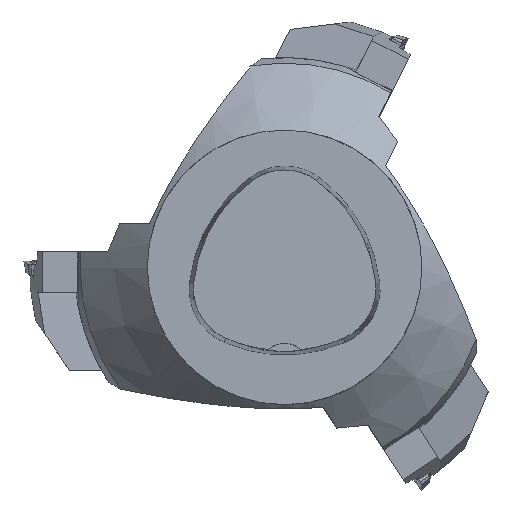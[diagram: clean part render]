
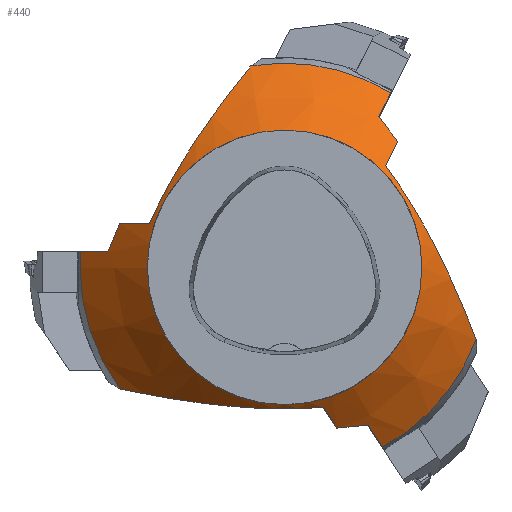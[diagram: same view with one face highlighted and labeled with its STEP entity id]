
A CAD part, top view. The second image highlights one B-rep face of the part: STEP entity #440.
In plain terms, the highlighted conical face has half-angle 45 degrees and reference radius 59.592 mm.
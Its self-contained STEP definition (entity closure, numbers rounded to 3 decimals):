
#272=B_SPLINE_CURVE_WITH_KNOTS('',3,(#3702,#3703,#3704,#3705),
 .UNSPECIFIED.,.F.,.F.,(4,4),(0.,1.),.UNSPECIFIED.);
#273=B_SPLINE_CURVE_WITH_KNOTS('',3,(#3708,#3709,#3710,#3711),
 .UNSPECIFIED.,.F.,.F.,(4,4),(0.,1.),.UNSPECIFIED.);
#274=B_SPLINE_CURVE_WITH_KNOTS('',3,(#3712,#3713,#3714,#3715,#3716,#3717,
#3718,#3719,#3720,#3721),.UNSPECIFIED.,.F.,.F.,(4,2,2,2,4),(0.,0.25,0.5,
0.75,1.),.UNSPECIFIED.);
#275=B_SPLINE_CURVE_WITH_KNOTS('',3,(#3723,#3724,#3725,#3726),
 .UNSPECIFIED.,.F.,.F.,(4,4),(0.,1.),.UNSPECIFIED.);
#276=B_SPLINE_CURVE_WITH_KNOTS('',3,(#3728,#3729,#3730,#3731),
 .UNSPECIFIED.,.F.,.F.,(4,4),(0.,1.),.UNSPECIFIED.);
#277=B_SPLINE_CURVE_WITH_KNOTS('',3,(#3733,#3734,#3735,#3736),
 .UNSPECIFIED.,.F.,.F.,(4,4),(0.,1.),.UNSPECIFIED.);
#278=B_SPLINE_CURVE_WITH_KNOTS('',3,(#3737,#3738,#3739,#3740,#3741,#3742,
#3743,#3744,#3745,#3746),.UNSPECIFIED.,.F.,.F.,(4,2,2,2,4),(0.,0.125,0.25,
0.5,1.),.UNSPECIFIED.);
#279=B_SPLINE_CURVE_WITH_KNOTS('',3,(#3748,#3749,#3750,#3751),
 .UNSPECIFIED.,.F.,.F.,(4,4),(0.,1.),.UNSPECIFIED.);
#280=B_SPLINE_CURVE_WITH_KNOTS('',3,(#3753,#3754,#3755,#3756),
 .UNSPECIFIED.,.F.,.F.,(4,4),(0.,1.),.UNSPECIFIED.);
#281=B_SPLINE_CURVE_WITH_KNOTS('',3,(#3758,#3759,#3760,#3761),
 .UNSPECIFIED.,.F.,.F.,(4,4),(0.,1.),.UNSPECIFIED.);
#282=B_SPLINE_CURVE_WITH_KNOTS('',3,(#3762,#3763,#3764,#3765,#3766,#3767,
#3768,#3769),.UNSPECIFIED.,.F.,.F.,(4,2,2,4),(0.,0.25,0.5,1.),
 .UNSPECIFIED.);
#283=B_SPLINE_CURVE_WITH_KNOTS('',3,(#3771,#3772,#3773,#3774),
 .UNSPECIFIED.,.F.,.F.,(4,4),(0.,1.),.UNSPECIFIED.);
#301=CONICAL_SURFACE('',#2669,59.592,45.);
#440=ADVANCED_FACE('',(#614,#615),#301,.T.);
#549=CIRCLE('',#2605,40.);
#569=CIRCLE('',#2661,59.592);
#570=CIRCLE('',#2664,59.592);
#571=CIRCLE('',#2667,59.592);
#614=FACE_BOUND('',#703,.T.);
#615=FACE_BOUND('',#704,.T.);
#703=EDGE_LOOP('',(#980,#981,#982,#983,#984,#985,#986,#987,#988,#989,#990,
#991,#992,#993,#994));
#704=EDGE_LOOP('',(#995));
#980=ORIENTED_EDGE('',*,*,#1807,.T.);
#981=ORIENTED_EDGE('',*,*,#1808,.T.);
#982=ORIENTED_EDGE('',*,*,#1796,.T.);
#983=ORIENTED_EDGE('',*,*,#1809,.F.);
#984=ORIENTED_EDGE('',*,*,#1810,.F.);
#985=ORIENTED_EDGE('',*,*,#1811,.T.);
#986=ORIENTED_EDGE('',*,*,#1812,.T.);
#987=ORIENTED_EDGE('',*,*,#1804,.T.);
#988=ORIENTED_EDGE('',*,*,#1813,.F.);
#989=ORIENTED_EDGE('',*,*,#1814,.F.);
#990=ORIENTED_EDGE('',*,*,#1815,.T.);
#991=ORIENTED_EDGE('',*,*,#1816,.T.);
#992=ORIENTED_EDGE('',*,*,#1800,.T.);
#993=ORIENTED_EDGE('',*,*,#1817,.F.);
#994=ORIENTED_EDGE('',*,*,#1818,.F.);
#995=ORIENTED_EDGE('',*,*,#1750,.F.);
#1517=VERTEX_POINT('',#3540);
#1546=VERTEX_POINT('',#3646);
#1547=VERTEX_POINT('',#3648);
#1549=VERTEX_POINT('',#3667);
#1550=VERTEX_POINT('',#3669);
#1552=VERTEX_POINT('',#3685);
#1553=VERTEX_POINT('',#3687);
#1555=VERTEX_POINT('',#3706);
#1556=VERTEX_POINT('',#3707);
#1557=VERTEX_POINT('',#3722);
#1558=VERTEX_POINT('',#3727);
#1559=VERTEX_POINT('',#3732);
#1560=VERTEX_POINT('',#3747);
#1561=VERTEX_POINT('',#3752);
#1562=VERTEX_POINT('',#3757);
#1563=VERTEX_POINT('',#3770);
#1750=EDGE_CURVE('',#1517,#1517,#549,.T.);
#1796=EDGE_CURVE('',#1547,#1546,#569,.T.);
#1800=EDGE_CURVE('',#1550,#1549,#570,.T.);
#1804=EDGE_CURVE('',#1553,#1552,#571,.T.);
#1807=EDGE_CURVE('',#1555,#1556,#272,.T.);
#1808=EDGE_CURVE('',#1556,#1547,#273,.T.);
#1809=EDGE_CURVE('',#1557,#1546,#274,.T.);
#1810=EDGE_CURVE('',#1558,#1557,#275,.T.);
#1811=EDGE_CURVE('',#1558,#1559,#276,.T.);
#1812=EDGE_CURVE('',#1559,#1553,#277,.T.);
#1813=EDGE_CURVE('',#1560,#1552,#278,.T.);
#1814=EDGE_CURVE('',#1561,#1560,#279,.T.);
#1815=EDGE_CURVE('',#1561,#1562,#280,.T.);
#1816=EDGE_CURVE('',#1562,#1550,#281,.T.);
#1817=EDGE_CURVE('',#1563,#1549,#282,.T.);
#1818=EDGE_CURVE('',#1555,#1563,#283,.T.);
#2605=AXIS2_PLACEMENT_3D('',#3539,#2859,#2860);
#2661=AXIS2_PLACEMENT_3D('',#3647,#2985,#2986);
#2664=AXIS2_PLACEMENT_3D('',#3668,#2991,#2992);
#2667=AXIS2_PLACEMENT_3D('',#3686,#2997,#2998);
#2669=AXIS2_PLACEMENT_3D('',#3775,#3001,#3002);
#2859=DIRECTION('',(0.,0.,1.));
#2860=DIRECTION('',(1.,0.,0.));
#2985=DIRECTION('',(0.,0.,1.));
#2986=DIRECTION('',(1.,0.,0.));
#2991=DIRECTION('',(0.,0.,1.));
#2992=DIRECTION('',(1.,0.,0.));
#2997=DIRECTION('',(0.,0.,1.));
#2998=DIRECTION('',(1.,0.,0.));
#3001=DIRECTION('',(0.,0.,-1.));
#3002=DIRECTION('',(-1.,0.,0.));
#3539=CARTESIAN_POINT('',(0.,0.,-36.408));
#3540=CARTESIAN_POINT('',(40.,0.,-36.408));
#3646=CARTESIAN_POINT('',(-48.007,-35.306,-56.));
#3647=CARTESIAN_POINT('',(0.,0.,-56.));
#3648=CARTESIAN_POINT('',(-59.413,4.618,-56.));
#3667=CARTESIAN_POINT('',(-9.868,58.77,-56.));
#3668=CARTESIAN_POINT('',(0.,0.,-56.));
#3669=CARTESIAN_POINT('',(30.91,50.949,-56.));
#3685=CARTESIAN_POINT('',(55.794,-20.936,-56.));
#3686=CARTESIAN_POINT('',(0.,0.,-56.));
#3687=CARTESIAN_POINT('',(28.577,-52.293,-56.));
#3702=CARTESIAN_POINT('',(-48.033,12.803,-46.117));
#3703=CARTESIAN_POINT('',(-49.251,10.061,-46.588));
#3704=CARTESIAN_POINT('',(-50.394,7.332,-47.255));
#3705=CARTESIAN_POINT('',(-51.471,4.618,-48.086));
#3706=CARTESIAN_POINT('',(-48.033,12.803,-46.117));
#3707=CARTESIAN_POINT('',(-51.471,4.618,-48.086));
#3708=CARTESIAN_POINT('',(-51.471,4.618,-48.086));
#3709=CARTESIAN_POINT('',(-54.119,4.618,-50.723));
#3710=CARTESIAN_POINT('',(-56.766,4.618,-53.361));
#3711=CARTESIAN_POINT('',(-59.413,4.618,-56.));
#3712=CARTESIAN_POINT('',(11.297,-40.76,-38.704));
#3713=CARTESIAN_POINT('',(6.097,-41.096,-37.639));
#3714=CARTESIAN_POINT('',(0.731,-41.209,-37.278));
#3715=CARTESIAN_POINT('',(-9.947,-40.923,-38.185));
#3716=CARTESIAN_POINT('',(-15.105,-40.538,-39.407));
#3717=CARTESIAN_POINT('',(-25.165,-39.425,-42.938));
#3718=CARTESIAN_POINT('',(-29.965,-38.711,-45.202));
#3719=CARTESIAN_POINT('',(-39.197,-37.12,-50.247));
#3720=CARTESIAN_POINT('',(-43.65,-36.239,-53.042));
#3721=CARTESIAN_POINT('',(-48.007,-35.306,-56.));
#3722=CARTESIAN_POINT('',(11.297,-40.76,-38.704));
#3723=CARTESIAN_POINT('',(15.203,-46.752,-45.57));
#3724=CARTESIAN_POINT('',(13.905,-44.761,-43.274));
#3725=CARTESIAN_POINT('',(12.603,-42.764,-40.984));
#3726=CARTESIAN_POINT('',(11.297,-40.76,-38.704));
#3727=CARTESIAN_POINT('',(15.203,-46.752,-45.57));
#3728=CARTESIAN_POINT('',(15.203,-46.752,-45.57));
#3729=CARTESIAN_POINT('',(18.327,-46.518,-46.313));
#3730=CARTESIAN_POINT('',(21.39,-46.22,-47.259));
#3731=CARTESIAN_POINT('',(24.391,-45.872,-48.361));
#3732=CARTESIAN_POINT('',(24.391,-45.872,-48.361));
#3733=CARTESIAN_POINT('',(24.391,-45.872,-48.361));
#3734=CARTESIAN_POINT('',(25.787,-48.013,-50.907));
#3735=CARTESIAN_POINT('',(27.182,-50.153,-53.453));
#3736=CARTESIAN_POINT('',(28.577,-52.293,-56.));
#3737=CARTESIAN_POINT('',(29.393,29.802,-38.266));
#3738=CARTESIAN_POINT('',(30.875,27.765,-37.856));
#3739=CARTESIAN_POINT('',(32.326,25.679,-37.612));
#3740=CARTESIAN_POINT('',(35.162,21.401,-37.49));
#3741=CARTESIAN_POINT('',(36.553,19.194,-37.616));
#3742=CARTESIAN_POINT('',(40.489,12.634,-38.519));
#3743=CARTESIAN_POINT('',(42.843,8.279,-39.809));
#3744=CARTESIAN_POINT('',(49.332,-4.753,-45.138));
#3745=CARTESIAN_POINT('',(52.719,-12.934,-50.31));
#3746=CARTESIAN_POINT('',(55.794,-20.936,-56.));
#3747=CARTESIAN_POINT('',(29.393,29.802,-38.266));
#3748=CARTESIAN_POINT('',(32.948,36.839,-45.831));
#3749=CARTESIAN_POINT('',(31.767,34.501,-43.301));
#3750=CARTESIAN_POINT('',(30.582,32.156,-40.777));
#3751=CARTESIAN_POINT('',(29.393,29.802,-38.266));
#3752=CARTESIAN_POINT('',(32.948,36.839,-45.831));
#3753=CARTESIAN_POINT('',(32.948,36.839,-45.831));
#3754=CARTESIAN_POINT('',(31.114,39.299,-46.442));
#3755=CARTESIAN_POINT('',(29.26,41.675,-47.252));
#3756=CARTESIAN_POINT('',(27.391,43.983,-48.222));
#3757=CARTESIAN_POINT('',(27.391,43.983,-48.222));
#3758=CARTESIAN_POINT('',(27.391,43.983,-48.222));
#3759=CARTESIAN_POINT('',(28.564,46.305,-50.814));
#3760=CARTESIAN_POINT('',(29.737,48.627,-53.407));
#3761=CARTESIAN_POINT('',(30.91,50.949,-56.));
#3762=CARTESIAN_POINT('',(-39.478,12.803,-37.91));
#3763=CARTESIAN_POINT('',(-37.451,17.214,-37.342));
#3764=CARTESIAN_POINT('',(-35.159,21.685,-37.437));
#3765=CARTESIAN_POINT('',(-30.374,30.122,-38.916));
#3766=CARTESIAN_POINT('',(-27.866,34.14,-40.27));
#3767=CARTESIAN_POINT('',(-20.172,45.655,-45.587));
#3768=CARTESIAN_POINT('',(-15.023,52.377,-50.549));
#3769=CARTESIAN_POINT('',(-9.868,58.77,-56.));
#3770=CARTESIAN_POINT('',(-39.478,12.803,-37.91));
#3771=CARTESIAN_POINT('',(-48.033,12.803,-46.117));
#3772=CARTESIAN_POINT('',(-45.191,12.803,-43.371));
#3773=CARTESIAN_POINT('',(-42.341,12.803,-40.634));
#3774=CARTESIAN_POINT('',(-39.478,12.803,-37.91));
#3775=CARTESIAN_POINT('',(0.,0.,-56.));
